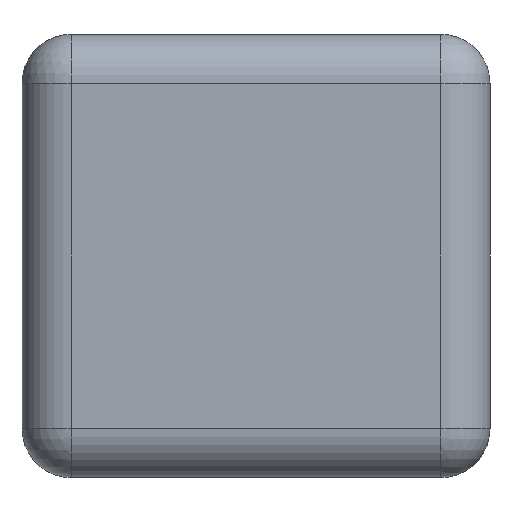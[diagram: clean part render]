
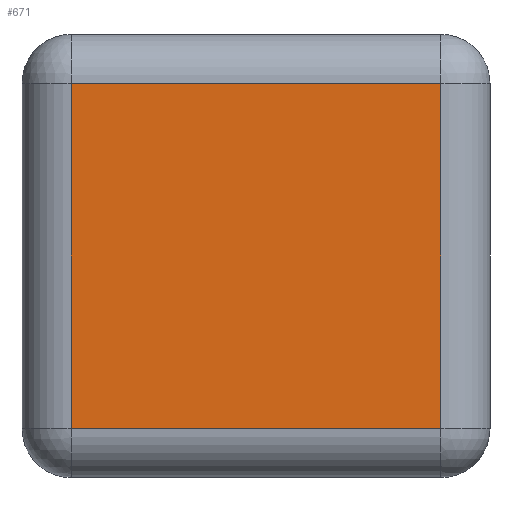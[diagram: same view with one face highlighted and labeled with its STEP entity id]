
A CAD part, left-side view. The second image highlights one B-rep face of the part: STEP entity #671.
In plain terms, the highlighted planar face has unit normal (-1, 0, 0).
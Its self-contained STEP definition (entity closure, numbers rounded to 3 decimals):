
#53=LINE($,#1071,#109);
#58=LINE($,#1086,#114);
#59=LINE($,#1095,#115);
#60=LINE($,#1097,#116);
#109=VECTOR($,#844,0.75);
#114=VECTOR($,#863,0.7);
#115=VECTOR($,#878,0.75);
#116=VECTOR($,#881,0.7);
#158=PLANE($,#740);
#187=FACE_OUTER_BOUND($,#233,.T.);
#233=EDGE_LOOP($,(#519,#520,#521,#522));
#304=VERTEX_POINT($,#1027);
#308=VERTEX_POINT($,#1036);
#321=VERTEX_POINT($,#1085);
#322=VERTEX_POINT($,#1091);
#381=EDGE_CURVE($,#304,#308,#53,.T.);
#388=EDGE_CURVE($,#308,#321,#58,.T.);
#393=EDGE_CURVE($,#321,#322,#59,.T.);
#394=EDGE_CURVE($,#322,#304,#60,.T.);
#519=ORIENTED_EDGE($,*,*,#381,.F.);
#520=ORIENTED_EDGE($,*,*,#394,.F.);
#521=ORIENTED_EDGE($,*,*,#393,.F.);
#522=ORIENTED_EDGE($,*,*,#388,.F.);
#671=ADVANCED_FACE($,(#187),#158,.T.);
#740=AXIS2_PLACEMENT_3D($,#1096,#879,#880);
#844=DIRECTION($,(0.,-1.,0.));
#863=DIRECTION($,(0.,0.,-1.));
#878=DIRECTION($,(0.,1.,0.));
#879=DIRECTION('center_axis',(-1.,0.,0.));
#880=DIRECTION('ref_axis',(0.,0.,1.));
#881=DIRECTION($,(0.,0.,1.));
#1027=CARTESIAN_POINT('',(-0.875,0.375,0.8));
#1036=CARTESIAN_POINT('',(-0.875,-0.375,0.8));
#1071=CARTESIAN_POINT($,(-0.875,-0.238,0.8));
#1085=CARTESIAN_POINT('',(-0.875,-0.375,0.1));
#1086=CARTESIAN_POINT($,(-0.875,-0.375,0.));
#1091=CARTESIAN_POINT('',(-0.875,0.375,0.1));
#1095=CARTESIAN_POINT($,(-0.875,-0.238,0.1));
#1096=CARTESIAN_POINT('Origin',(-0.875,-0.475,0.));
#1097=CARTESIAN_POINT($,(-0.875,0.375,0.));
